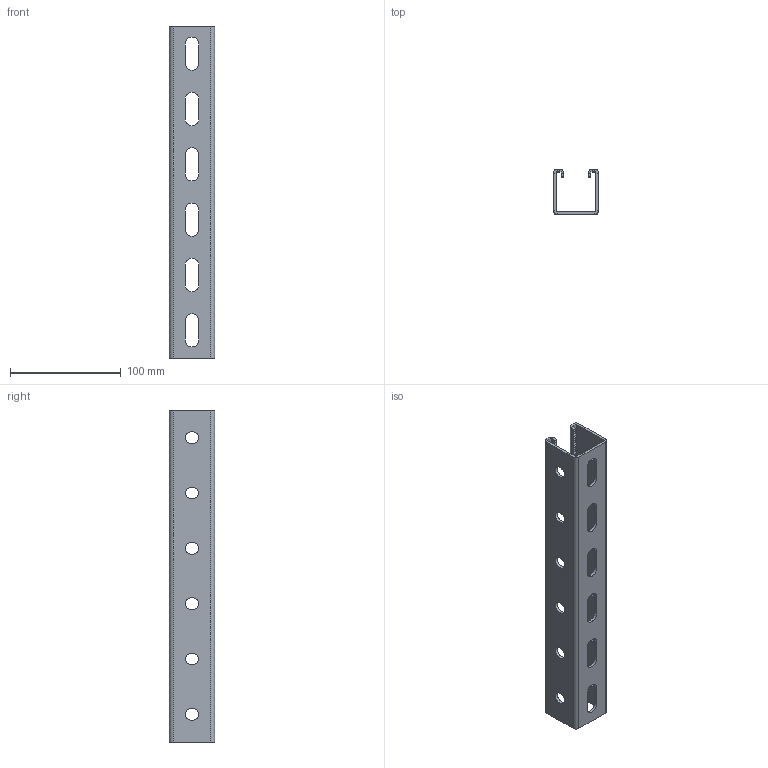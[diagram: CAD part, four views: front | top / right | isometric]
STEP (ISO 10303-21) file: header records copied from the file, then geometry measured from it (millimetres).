
FILE_DESCRIPTION (( 'STEP AP203' ), '1' );
FILE_NAME ('STRUT-镳铘桦黖h41-300.step', '2022-01-25T05:19:35', ( '' ), ( '' ), 'SwSTEP 2.0', 'SolidWorks 2017', '' );
FILE_SCHEMA (( 'CONFIG_CONTROL_DESIGN' ));
Length unit declared in the file: millimetre
Products named in the file (1): STRUT-镳铘桦黖h41-300
Bounding box: 41 x 41 x 300 mm (x, y, z)
Volume: 91759.9 mm3; surface area: 79339.1 mm2
Topology: 1 solids, 1 shells, 598 faces, 1764 edges, 1168 vertices
Faces by surface type: plane 556, cylinder 42
Entity records: 19709 total; most frequent: CARTESIAN_POINT 3531, ORIENTED_EDGE 3528, DIRECTION 3046, EDGE_CURVE 1764, VECTOR 1680, LINE 1680, VERTEX_POINT 1168, AXIS2_PLACEMENT_3D 683
